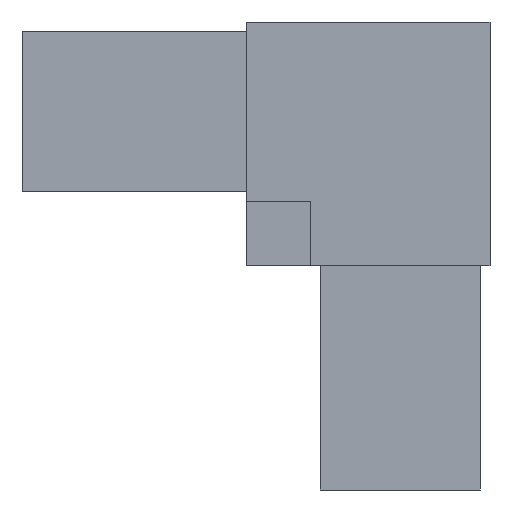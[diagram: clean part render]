
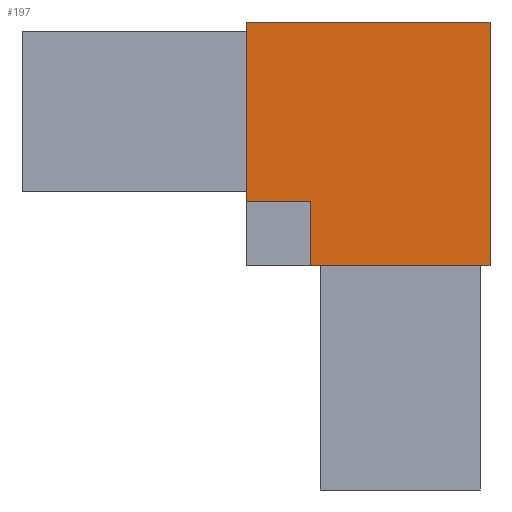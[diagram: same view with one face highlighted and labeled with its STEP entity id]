
A CAD part, front view. The second image highlights one B-rep face of the part: STEP entity #197.
In plain terms, the highlighted free-form (B-spline) face has degree [1, 1] with [2, 2] control points.
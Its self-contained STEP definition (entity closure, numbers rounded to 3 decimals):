
#67 = VERTEX_POINT('',#68);
#68 = CARTESIAN_POINT('',(38.844,-38.844,-66.59)
  );
#73 = EDGE_CURVE('',#67,#74,#76,.T.);
#74 = VERTEX_POINT('',#75);
#75 = CARTESIAN_POINT('',(-38.844,-38.844,-66.59));
#76 = B_SPLINE_CURVE_WITH_KNOTS('',1,(#77,#78),.UNSPECIFIED.,.F.,.F.,(2,
    2),(0.,56.),.PIECEWISE_BEZIER_KNOTS.);
#77 = CARTESIAN_POINT('',(38.844,-38.844,-66.59)
  );
#78 = CARTESIAN_POINT('',(-38.844,-38.844,-66.59));
#173 = EDGE_CURVE('',#174,#74,#176,.T.);
#174 = VERTEX_POINT('',#175);
#175 = CARTESIAN_POINT('',(-38.844,-38.844,-38.844));
#176 = B_SPLINE_CURVE_WITH_KNOTS('',1,(#177,#178),.UNSPECIFIED.,.F.,.F.,
  (2,2),(56.,76.),.PIECEWISE_BEZIER_KNOTS.);
#177 = CARTESIAN_POINT('',(-38.844,-38.844,-38.844));
#178 = CARTESIAN_POINT('',(-38.844,-38.844,-66.59)
  );
#197 = ADVANCED_FACE('',(#198),#228,.F.);
#198 = FACE_BOUND('',#199,.T.);
#199 = EDGE_LOOP('',(#200,#209,#216,#221,#222,#223));
#200 = ORIENTED_EDGE('',*,*,#201,.F.);
#201 = EDGE_CURVE('',#202,#204,#206,.T.);
#202 = VERTEX_POINT('',#203);
#203 = CARTESIAN_POINT('',(-66.59,-38.844,38.844
    ));
#204 = VERTEX_POINT('',#205);
#205 = CARTESIAN_POINT('',(38.844,-38.844,38.844
    ));
#206 = B_SPLINE_CURVE_WITH_KNOTS('',1,(#207,#208),.UNSPECIFIED.,.F.,.F.,
  (2,2),(-76.,0.),.PIECEWISE_BEZIER_KNOTS.);
#207 = CARTESIAN_POINT('',(-66.59,-38.844,38.844
    ));
#208 = CARTESIAN_POINT('',(38.844,-38.844,38.844
    ));
#209 = ORIENTED_EDGE('',*,*,#210,.T.);
#210 = EDGE_CURVE('',#202,#211,#213,.T.);
#211 = VERTEX_POINT('',#212);
#212 = CARTESIAN_POINT('',(-66.59,-38.844,-38.844)
  );
#213 = B_SPLINE_CURVE_WITH_KNOTS('',1,(#214,#215),.UNSPECIFIED.,.F.,.F.,
  (2,2),(-0.,56.),.PIECEWISE_BEZIER_KNOTS.);
#214 = CARTESIAN_POINT('',(-66.59,-38.844,38.844
    ));
#215 = CARTESIAN_POINT('',(-66.59,-38.844,-38.844)
  );
#216 = ORIENTED_EDGE('',*,*,#217,.T.);
#217 = EDGE_CURVE('',#211,#174,#218,.T.);
#218 = B_SPLINE_CURVE_WITH_KNOTS('',1,(#219,#220),.UNSPECIFIED.,.F.,.F.,
  (2,2),(0.,20.),.PIECEWISE_BEZIER_KNOTS.);
#219 = CARTESIAN_POINT('',(-66.59,-38.844,-38.844)
  );
#220 = CARTESIAN_POINT('',(-38.844,-38.844,-38.844));
#221 = ORIENTED_EDGE('',*,*,#173,.T.);
#222 = ORIENTED_EDGE('',*,*,#73,.F.);
#223 = ORIENTED_EDGE('',*,*,#224,.F.);
#224 = EDGE_CURVE('',#204,#67,#225,.T.);
#225 = B_SPLINE_CURVE_WITH_KNOTS('',1,(#226,#227),.UNSPECIFIED.,.F.,.F.,
  (2,2),(-0.,76.),.PIECEWISE_BEZIER_KNOTS.);
#226 = CARTESIAN_POINT('',(38.844,-38.844,38.844
    ));
#227 = CARTESIAN_POINT('',(38.844,-38.844,-66.59
    ));
#228 = B_SPLINE_SURFACE_WITH_KNOTS('',1,1,(
    (#229,#230)
    ,(#231,#232)),.UNSPECIFIED.,.F.,.F.,.F.,(2,2),(2,2),(0.,76.),(-76.,
    0.),.PIECEWISE_BEZIER_KNOTS.);
#229 = CARTESIAN_POINT('',(38.844,-38.844,-66.59
    ));
#230 = CARTESIAN_POINT('',(38.844,-38.844,38.844
    ));
#231 = CARTESIAN_POINT('',(-66.59,-38.844,-66.59
    ));
#232 = CARTESIAN_POINT('',(-66.59,-38.844,38.844
    ));
